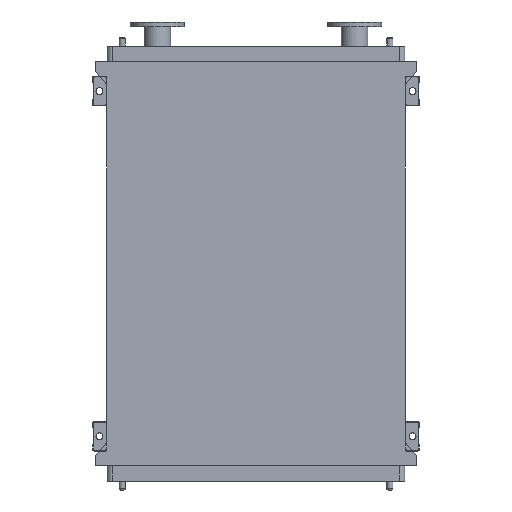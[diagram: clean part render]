
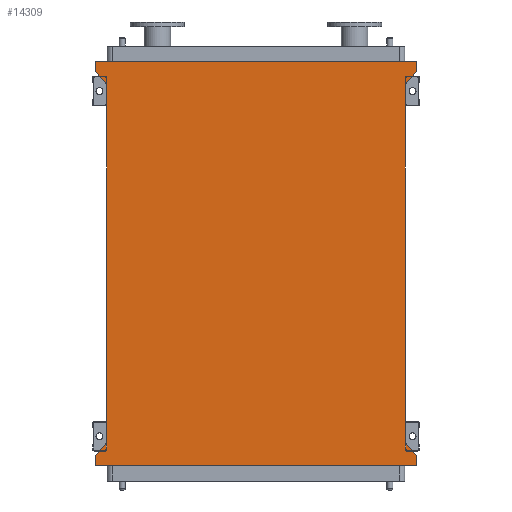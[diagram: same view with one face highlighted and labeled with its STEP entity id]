
A CAD part, front view. The second image highlights one B-rep face of the part: STEP entity #14309.
In plain terms, the highlighted planar face has unit normal (0, -1, 0).
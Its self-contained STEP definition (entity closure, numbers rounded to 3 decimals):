
#84 = CARTESIAN_POINT ( 'NONE',  ( 651., 0., -1545. ) ) ;
#99 = ORIENTED_EDGE ( 'NONE', *, *, #7034, .F. ) ;
#147 = ORIENTED_EDGE ( 'NONE', *, *, #9303, .F. ) ;
#164 = VERTEX_POINT ( 'NONE', #13833 ) ;
#381 = VECTOR ( 'NONE', #13165, 1000. ) ;
#389 = CARTESIAN_POINT ( 'NONE',  ( -651., 0., -1545. ) ) ;
#530 = CARTESIAN_POINT ( 'NONE',  ( -605., 0., -1450. ) ) ;
#608 = VECTOR ( 'NONE', #14546, 1000. ) ;
#696 = ORIENTED_EDGE ( 'NONE', *, *, #9189, .F. ) ;
#775 = CARTESIAN_POINT ( 'NONE',  ( -651., 0., 53. ) ) ;
#826 = LINE ( 'NONE', #17188, #381 ) ;
#1007 = DIRECTION ( 'NONE',  ( 0., 0., -1. ) ) ;
#1116 = DIRECTION ( 'NONE',  ( 0., 0., 1. ) ) ;
#1290 = VERTEX_POINT ( 'NONE', #10994 ) ;
#1535 = VERTEX_POINT ( 'NONE', #84 ) ;
#1591 = ORIENTED_EDGE ( 'NONE', *, *, #9667, .F. ) ;
#1924 = DIRECTION ( 'NONE',  ( 0., 0., -1. ) ) ;
#1981 = DIRECTION ( 'NONE',  ( 0., 0., -1. ) ) ;
#2234 = VERTEX_POINT ( 'NONE', #4385 ) ;
#2281 = CARTESIAN_POINT ( 'NONE',  ( -651., 0., 53. ) ) ;
#2459 = VERTEX_POINT ( 'NONE', #7709 ) ;
#2546 = CARTESIAN_POINT ( 'NONE',  ( -651., 0., -1545. ) ) ;
#2820 = CARTESIAN_POINT ( 'NONE',  ( 605., 0., 0. ) ) ;
#3062 = LINE ( 'NONE', #9682, #17641 ) ;
#3082 = LINE ( 'NONE', #9138, #14067 ) ;
#3491 = VERTEX_POINT ( 'NONE', #2820 ) ;
#3905 = CARTESIAN_POINT ( 'NONE',  ( 605., 0., -1450. ) ) ;
#4025 = CARTESIAN_POINT ( 'NONE',  ( -605., 0., -1450. ) ) ;
#4207 = DIRECTION ( 'NONE',  ( 1., 0., 0. ) ) ;
#4385 = CARTESIAN_POINT ( 'NONE',  ( 651., 0., 95. ) ) ;
#4465 = LINE ( 'NONE', #8868, #608 ) ;
#4834 = EDGE_CURVE ( 'NONE', #2459, #2234, #16150, .T. ) ;
#5185 = DIRECTION ( 'NONE',  ( 0., 0., 1. ) ) ;
#5280 = VERTEX_POINT ( 'NONE', #2281 ) ;
#5412 = DIRECTION ( 'NONE',  ( 0.655, 0., -0.755 ) ) ;
#5471 = ORIENTED_EDGE ( 'NONE', *, *, #9438, .F. ) ;
#5617 = VECTOR ( 'NONE', #5185, 1000. ) ;
#6036 = VECTOR ( 'NONE', #5412, 1000. ) ;
#6529 = CARTESIAN_POINT ( 'NONE',  ( 651., 0., -1545. ) ) ;
#6644 = VERTEX_POINT ( 'NONE', #2546 ) ;
#7034 = EDGE_CURVE ( 'NONE', #17166, #11463, #18195, .T. ) ;
#7048 = CARTESIAN_POINT ( 'NONE',  ( -651., 0., 95. ) ) ;
#7644 = DIRECTION ( 'NONE',  ( 0., 0., 1. ) ) ;
#7709 = CARTESIAN_POINT ( 'NONE',  ( -651., 0., 95. ) ) ;
#8093 = ORIENTED_EDGE ( 'NONE', *, *, #8961, .T. ) ;
#8277 = ORIENTED_EDGE ( 'NONE', *, *, #9948, .F. ) ;
#8868 = CARTESIAN_POINT ( 'NONE',  ( 651., 0., 53. ) ) ;
#8961 = EDGE_CURVE ( 'NONE', #8968, #3491, #9454, .T. ) ;
#8968 = VERTEX_POINT ( 'NONE', #14037 ) ;
#8969 = VECTOR ( 'NONE', #16513, 1000. ) ;
#9044 = DIRECTION ( 'NONE',  ( 0., 0., 1. ) ) ;
#9138 = CARTESIAN_POINT ( 'NONE',  ( 651., 0., 95. ) ) ;
#9189 = EDGE_CURVE ( 'NONE', #1290, #3491, #4465, .T. ) ;
#9303 = EDGE_CURVE ( 'NONE', #2234, #1290, #3082, .T. ) ;
#9416 = EDGE_CURVE ( 'NONE', #5280, #2459, #16826, .T. ) ;
#9438 = EDGE_CURVE ( 'NONE', #11463, #5280, #16408, .T. ) ;
#9454 = LINE ( 'NONE', #3905, #16423 ) ;
#9555 = EDGE_CURVE ( 'NONE', #164, #17166, #826, .T. ) ;
#9667 = EDGE_CURVE ( 'NONE', #6644, #164, #15127, .T. ) ;
#9682 = CARTESIAN_POINT ( 'NONE',  ( 651., 0., -1503. ) ) ;
#9799 = EDGE_CURVE ( 'NONE', #1535, #6644, #16181, .T. ) ;
#9918 = EDGE_CURVE ( 'NONE', #12798, #1535, #3062, .T. ) ;
#9948 = EDGE_CURVE ( 'NONE', #8968, #12798, #14051, .T. ) ;
#10116 = CARTESIAN_POINT ( 'NONE',  ( -605., 0., 0. ) ) ;
#10673 = DIRECTION ( 'NONE',  ( 0., -1., 0. ) ) ;
#10994 = CARTESIAN_POINT ( 'NONE',  ( 651., 0., 53. ) ) ;
#11463 = VERTEX_POINT ( 'NONE', #10116 ) ;
#12115 = VECTOR ( 'NONE', #17707, 1000. ) ;
#12798 = VERTEX_POINT ( 'NONE', #16854 ) ;
#13096 = FACE_OUTER_BOUND ( 'NONE', #15436, .T. ) ;
#13165 = DIRECTION ( 'NONE',  ( 0.655, 0., 0.755 ) ) ;
#13352 = CARTESIAN_POINT ( 'NONE',  ( -605., 0., -1450. ) ) ;
#13833 = CARTESIAN_POINT ( 'NONE',  ( -651., 0., -1503. ) ) ;
#14037 = CARTESIAN_POINT ( 'NONE',  ( 605., 0., -1450. ) ) ;
#14051 = LINE ( 'NONE', #16657, #6036 ) ;
#14067 = VECTOR ( 'NONE', #1924, 1000. ) ;
#14309 = ADVANCED_FACE ( 'NONE', ( #13096 ), #16156, .T. ) ;
#14411 = ORIENTED_EDGE ( 'NONE', *, *, #9416, .F. ) ;
#14460 = AXIS2_PLACEMENT_3D ( 'NONE', #530, #10673, #1981 ) ;
#14546 = DIRECTION ( 'NONE',  ( -0.655, 0., -0.755 ) ) ;
#15123 = ORIENTED_EDGE ( 'NONE', *, *, #9799, .F. ) ;
#15127 = LINE ( 'NONE', #389, #17436 ) ;
#15436 = EDGE_LOOP ( 'NONE', ( #8093, #696, #147, #17332, #14411, #5471, #99, #16179, #1591, #15123, #18315, #8277 ) ) ;
#15724 = VECTOR ( 'NONE', #4207, 1000. ) ;
#16150 = LINE ( 'NONE', #7048, #15724 ) ;
#16156 = PLANE ( 'NONE',  #14460 ) ;
#16179 = ORIENTED_EDGE ( 'NONE', *, *, #9555, .F. ) ;
#16181 = LINE ( 'NONE', #6529, #12115 ) ;
#16408 = LINE ( 'NONE', #17788, #8969 ) ;
#16423 = VECTOR ( 'NONE', #1116, 1000. ) ;
#16513 = DIRECTION ( 'NONE',  ( -0.655, 0., 0.755 ) ) ;
#16657 = CARTESIAN_POINT ( 'NONE',  ( 605., 0., -1450. ) ) ;
#16826 = LINE ( 'NONE', #775, #5617 ) ;
#16854 = CARTESIAN_POINT ( 'NONE',  ( 651., 0., -1503. ) ) ;
#17166 = VERTEX_POINT ( 'NONE', #4025 ) ;
#17188 = CARTESIAN_POINT ( 'NONE',  ( -651., 0., -1503. ) ) ;
#17332 = ORIENTED_EDGE ( 'NONE', *, *, #4834, .F. ) ;
#17354 = VECTOR ( 'NONE', #7644, 1000. ) ;
#17436 = VECTOR ( 'NONE', #9044, 1000. ) ;
#17641 = VECTOR ( 'NONE', #1007, 1000. ) ;
#17707 = DIRECTION ( 'NONE',  ( -1., 0., 0. ) ) ;
#17788 = CARTESIAN_POINT ( 'NONE',  ( -605., 0., 0. ) ) ;
#18195 = LINE ( 'NONE', #13352, #17354 ) ;
#18315 = ORIENTED_EDGE ( 'NONE', *, *, #9918, .F. ) ;
